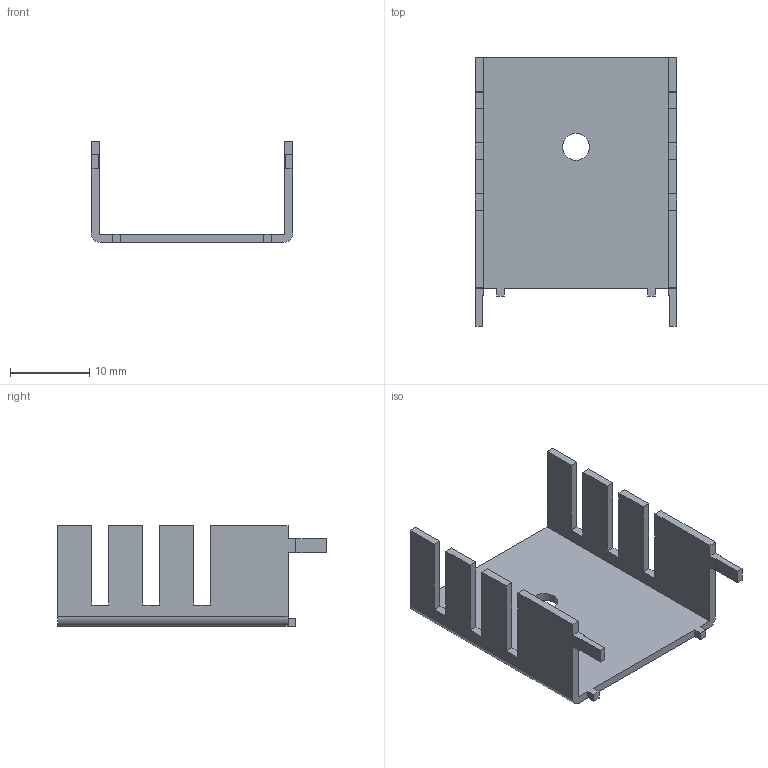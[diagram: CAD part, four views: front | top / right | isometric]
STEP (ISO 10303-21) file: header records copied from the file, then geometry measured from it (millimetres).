
FILE_DESCRIPTION (( 'STEP AP214' ), '1' );
FILE_NAME ('F5A5444A-7084-480D-94E8-2EF56A5C9E2A.STEP', '2023-05-10T08:58:45', ( '' ), ( '' ), 'SwSTEP 2.0', 'SolidWorks 2022', '' );
FILE_SCHEMA (( 'AUTOMOTIVE_DESIGN' ));
Length unit declared in the file: millimetre
Products named in the file (1): F5A5444A-7084-480D-94E8-2EF56A5C9E2A
Bounding box: 25.4 x 33.78 x 12.7 mm (x, y, z)
Volume: 1301.9 mm3; surface area: 2874.7 mm2
Topology: 1 solids, 1 shells, 62 faces, 180 edges, 120 vertices
Faces by surface type: plane 58, cylinder 4
Entity records: 2160 total; most frequent: CARTESIAN_POINT 363, ORIENTED_EDGE 360, DIRECTION 314, EDGE_CURVE 180, VECTOR 172, LINE 172, VERTEX_POINT 120, AXIS2_PLACEMENT_3D 71
